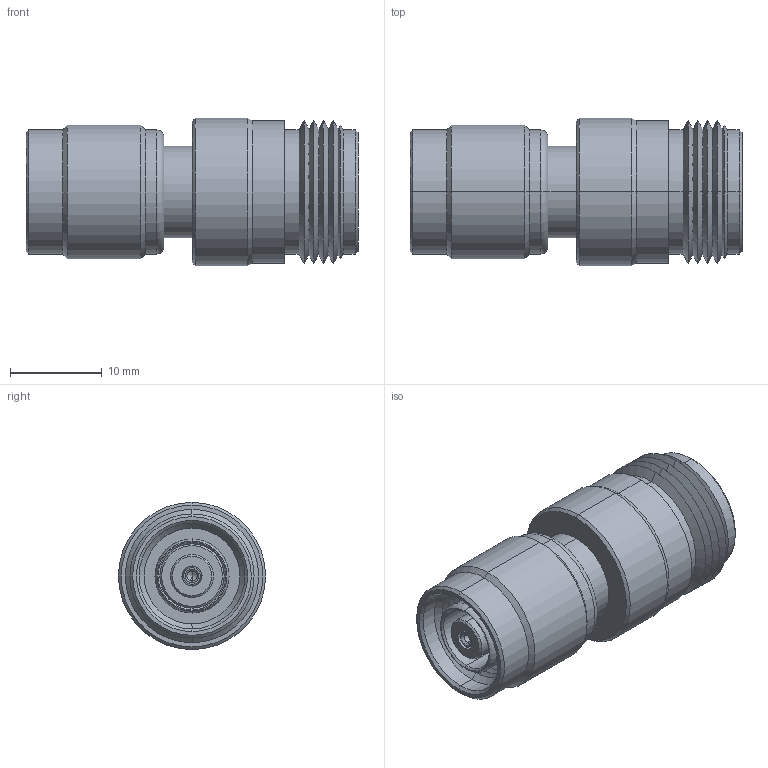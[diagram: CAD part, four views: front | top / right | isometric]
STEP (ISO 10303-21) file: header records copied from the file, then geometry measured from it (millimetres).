
FILE_DESCRIPTION (( 'STEP AP214' ), '1' );
FILE_NAME ('AXA-NFRTP.STEP', '2010-04-20T18:26:16', ( 'x' ), ( 'Microsoft' ), 'SwSTEP 2.0', 'SolidWorks 2010', '' );
FILE_SCHEMA (( 'AUTOMOTIVE_DESIGN' ));
Length unit declared in the file: inch
Products named in the file (1): AXA-NFRTP
Bounding box: 36.1 x 16 x 16 mm (x, y, z)
Volume: 4590.6 mm3; surface area: 3814.1 mm2
Topology: 1 solids, 1 shells, 180 faces, 410 edges, 238 vertices
Faces by surface type: cone 96, plane 42, cylinder 38, torus 4
Entity records: 6034 total; most frequent: CARTESIAN_POINT 1077, DIRECTION 908, ORIENTED_EDGE 812, EDGE_CURVE 406, AXIS2_PLACEMENT_3D 377, VERTEX_POINT 238, CIRCLE 196, EDGE_LOOP 190
